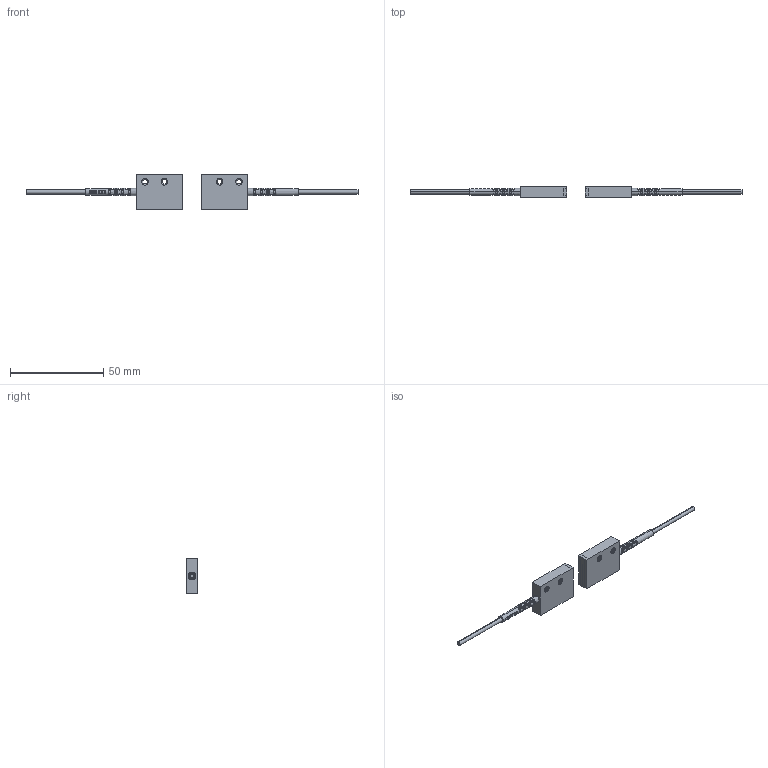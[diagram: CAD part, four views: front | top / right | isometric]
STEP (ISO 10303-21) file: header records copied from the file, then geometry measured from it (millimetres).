
FILE_DESCRIPTION((''),'2;1');
FILE_NAME('PT20ML_ASM','2021-07-03T12:18:14',('Administrator'),(''),'CREO PARAMETRIC BY PTC INC, 2018400','CREO PARAMETRIC BY PTC INC, 2018400','');
FILE_SCHEMA(('CONFIG_CONTROL_DESIGN'));
Length unit declared in the file: millimetre
Products named in the file (2): ASM0001_ASM; PT20ML_ASM
Assembly tree (2 placements, depth 2):
  PT20ML_ASM
    ASM0001_ASM  x2
Bounding box: 178 x 6 x 19 mm (x, y, z)
Surface area: 5681.9 mm2 (no closed solid volume)
Topology: 0 solids, 8 shells, 598 faces, 1576 edges, 1016 vertices
Faces by surface type: bspline 184, cylinder 180, plane 130, torus 64, cone 40
Entity records: 22550 total; most frequent: CARTESIAN_POINT 15685, ORIENTED_EDGE 1576, DIRECTION 1144, EDGE_CURVE 788, VERTEX_POINT 508, AXIS2_PLACEMENT_3D 474, EDGE_LOOP 376, B_SPLINE_CURVE_WITH_KNOTS 330
